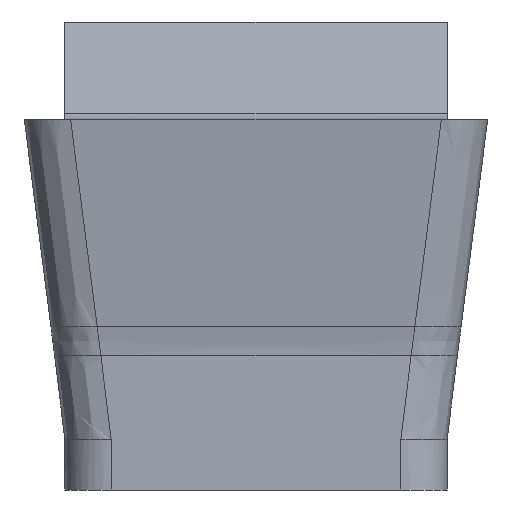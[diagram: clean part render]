
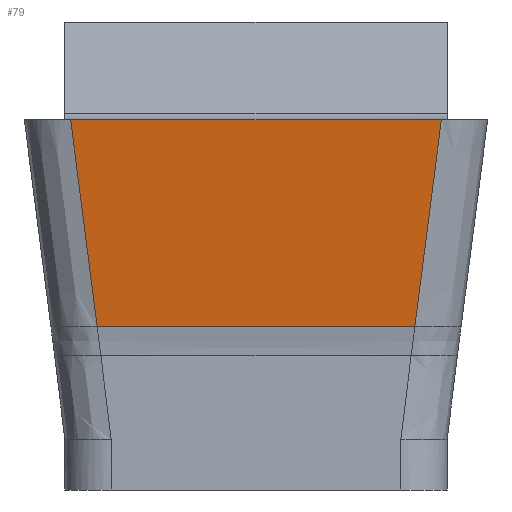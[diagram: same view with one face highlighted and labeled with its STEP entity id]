
A CAD part, front view. The second image highlights one B-rep face of the part: STEP entity #79.
In plain terms, the highlighted planar face has unit normal (0, -0.993, -0.122).
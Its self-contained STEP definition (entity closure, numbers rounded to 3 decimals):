
#79=ADVANCED_FACE('SIDE_FP_AN_SU1',(#143),#115,.T.);
#115=PLANE('',#860);
#143=FACE_OUTER_BOUND('',#187,.T.);
#187=EDGE_LOOP('',(#367,#368,#369,#370));
#241=B_SPLINE_CURVE_WITH_KNOTS('',3,(#1326,#1327,#1328,#1329),
 .UNSPECIFIED.,.F.,.F.,(4,4),(0.,1.),.UNSPECIFIED.);
#244=B_SPLINE_CURVE_WITH_KNOTS('',3,(#1374,#1375,#1376,#1377),
 .UNSPECIFIED.,.F.,.F.,(4,4),(0.,1.),.UNSPECIFIED.);
#367=ORIENTED_EDGE('',*,*,#659,.F.);
#368=ORIENTED_EDGE('',*,*,#658,.T.);
#369=ORIENTED_EDGE('',*,*,#660,.F.);
#370=ORIENTED_EDGE('',*,*,#654,.T.);
#563=VERTEX_POINT('',#1325);
#564=VERTEX_POINT('',#1330);
#565=VERTEX_POINT('',#1359);
#566=VERTEX_POINT('',#1373);
#654=EDGE_CURVE('',#564,#563,#241,.T.);
#658=EDGE_CURVE('',#565,#566,#244,.T.);
#659=EDGE_CURVE('',#565,#563,#735,.T.);
#660=EDGE_CURVE('',#564,#566,#736,.T.);
#735=LINE('',#1390,#785);
#736=LINE('',#1391,#786);
#785=VECTOR('',#946,1.);
#786=VECTOR('',#947,1.);
#860=AXIS2_PLACEMENT_3D('',#1392,#948,#949);
#946=DIRECTION('',(1.,0.,0.));
#947=DIRECTION('',(-1.,0.,0.));
#948=DIRECTION('',(0.,-0.993,-0.122));
#949=DIRECTION('',(-1.,0.,0.));
#1325=CARTESIAN_POINT('',(3.2,-15.,0.));
#1326=CARTESIAN_POINT('',(2.742,-14.561,-3.572));
#1327=CARTESIAN_POINT('',(2.895,-14.708,-2.381));
#1328=CARTESIAN_POINT('',(3.047,-14.854,-1.191));
#1329=CARTESIAN_POINT('',(3.2,-15.,0.));
#1330=CARTESIAN_POINT('',(2.742,-14.561,-3.572));
#1359=CARTESIAN_POINT('',(-3.2,-15.,0.));
#1373=CARTESIAN_POINT('',(-2.742,-14.561,-3.572));
#1374=CARTESIAN_POINT('',(-3.2,-15.,0.));
#1375=CARTESIAN_POINT('',(-3.047,-14.854,-1.191));
#1376=CARTESIAN_POINT('',(-2.895,-14.708,-2.381));
#1377=CARTESIAN_POINT('',(-2.742,-14.561,-3.572));
#1390=CARTESIAN_POINT('',(0.,-15.,0.));
#1391=CARTESIAN_POINT('',(0.,-14.561,-3.572));
#1392=CARTESIAN_POINT('',(0.,-15.576,4.689));
